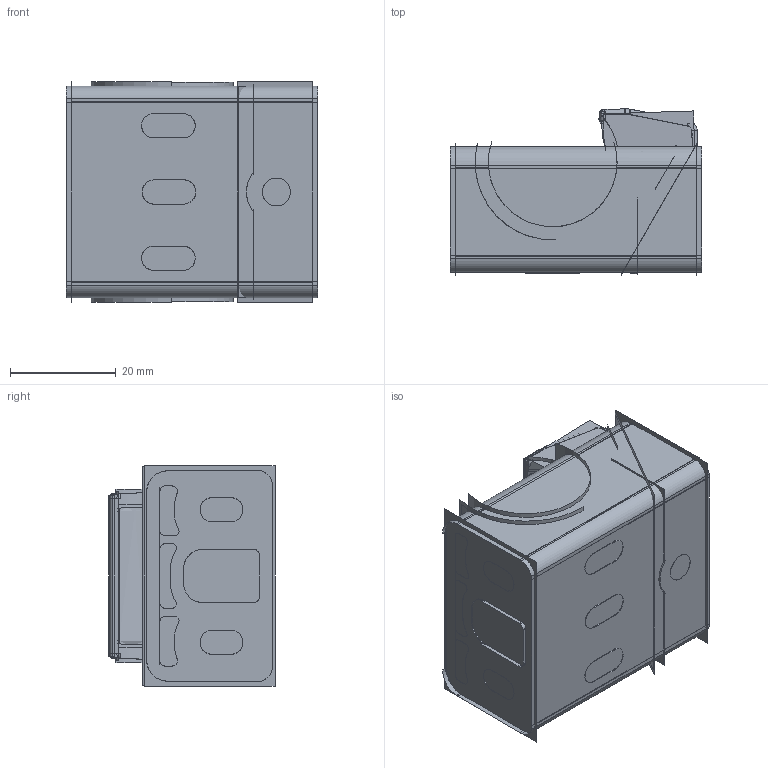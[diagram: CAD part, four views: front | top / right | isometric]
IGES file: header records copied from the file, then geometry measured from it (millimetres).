
Start section:  PTC IGES file: 205304.igs
Global section: file name: 205304.igs; native system: Creo Parametric by PTC Inc.; preprocessor: 2016260; author: pdmadmin; organization: Unknown; date: 20180502.165322; units: millimetre
Bounding box: 47.48 x 31.34 x 41.6 mm (x, y, z)
Volume: 18665.6 mm3; surface area: 101037.6 mm2
Topology: 6 solids, 10 shells, 988 faces, 5322 edges, 6889 vertices
Faces by surface type: revolution 576, bspline 412
